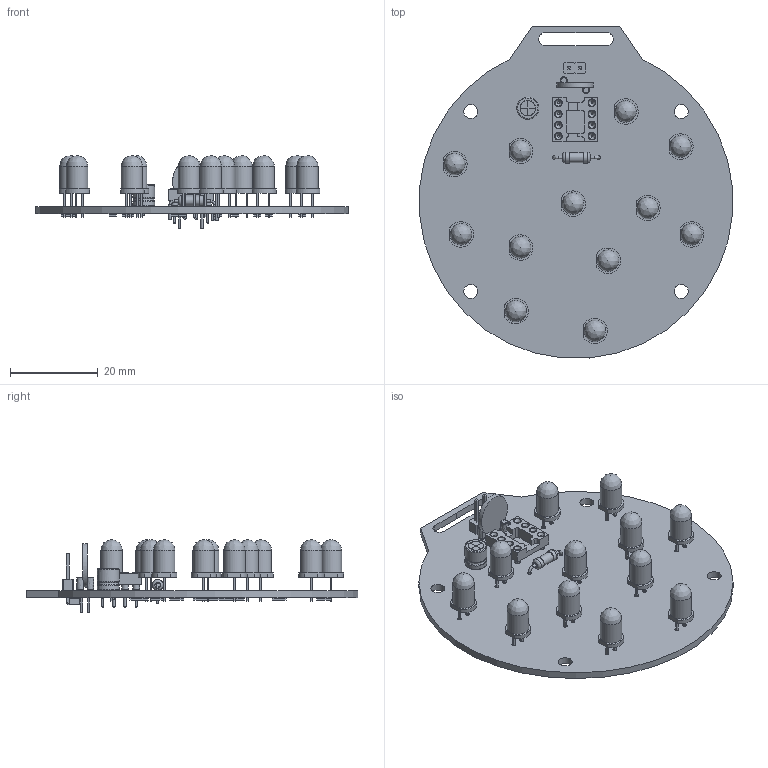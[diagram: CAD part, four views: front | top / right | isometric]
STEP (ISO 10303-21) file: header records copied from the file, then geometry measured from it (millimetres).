
FILE_DESCRIPTION(('KiCad electronic assembly'),'2;1');
FILE_NAME('PCB.step','2019-12-21T23:58:36',('An Author'),('A Company'), 'Open CASCADE STEP processor 6.9','KiCad to STEP converter','Unknown' );
FILE_SCHEMA(('AUTOMOTIVE_DESIGN { 1 0 10303 214 1 1 1 1 }'));
Length unit declared in the file: millimetre
Products named in the file (18): Open CASCADE STEP translator 6.9 1; Fuse_BelFuse_0ZRE_0ZRE0005FF_L8.3mm_W3.8mm; SOLID; C_1206_3216Metric; R_1206_3216Metric; LED_D5.0mm; R_Axial_DIN0207_L6.3mm_D2.5mm_P10.16mm_Horizontal; PinHeader_1x02_P2.54mm_Vertical; DIP-8_W7.62mm_Socket; CP_Radial_D5.0mm_P2.50mm; COMPOUND
Assembly tree (39 placements, depth 3):
  Open CASCADE STEP translator 6.9 1
    Fuse_BelFuse_0ZRE_0ZRE0005FF_L8.3mm_W3.8mm
      SOLID
    C_1206_3216Metric
      SOLID
    R_1206_3216Metric  x12
      SOLID
    LED_D5.0mm  x12
      SOLID
    R_Axial_DIN0207_L6.3mm_D2.5mm_P10.16mm_Horizontal
      SOLID
    PinHeader_1x02_P2.54mm_Vertical
      SOLID
    DIP-8_W7.62mm_Socket
      SOLID
    CP_Radial_D5.0mm_P2.50mm
      SOLID
    COMPOUND
Bounding box: 71.33 x 75.66 x 16.6 mm (x, y, z)
Volume: 8843.2 mm3; surface area: 12165.3 mm2
Topology: 31 solids, 32 shells, 853 faces, 2020 edges, 1308 vertices
Faces by surface type: bspline 797, cylinder 47, plane 9
Full cylindrical faces by diameter (mm): 0.71 x2, 0.8 x12, 0.9 x24, 1 x2, 3.2 x4
Entity records: 28414 total; most frequent: CARTESIAN_POINT 12704, ORIENTED_EDGE 1772, PCURVE 1772, DEFINITIONAL_REPRESENTATION 1772, B_SPLINE_CURVE_WITH_KNOTS 1743, EDGE_CURVE 886, DIRECTION 772, SURFACE_CURVE 768
